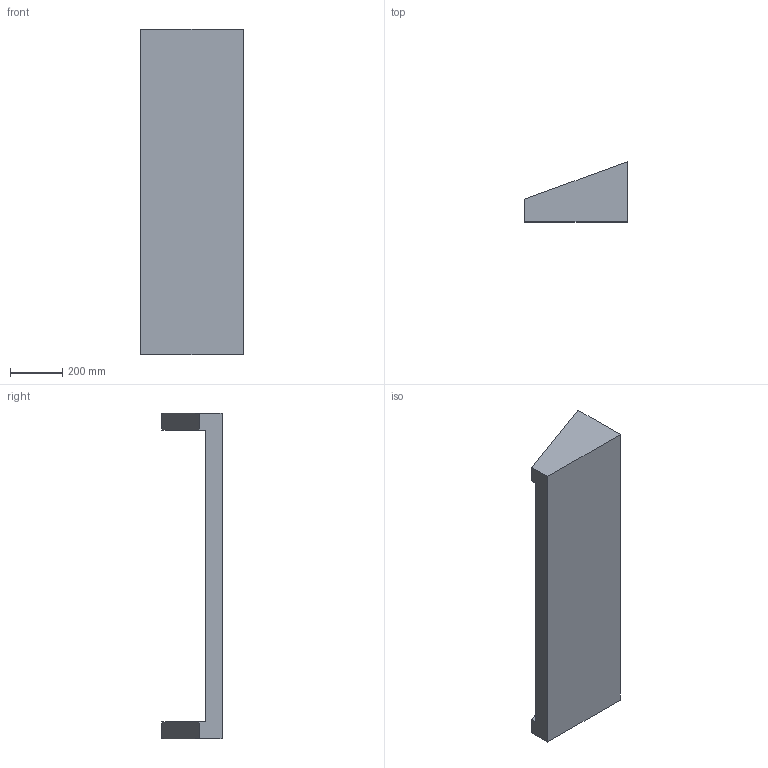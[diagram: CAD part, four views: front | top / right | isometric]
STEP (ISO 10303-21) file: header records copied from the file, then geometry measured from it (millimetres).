
FILE_DESCRIPTION (( 'STEP AP203' ), '1' );
FILE_NAME ('shelf_Default_sldprt.STEP', '2020-05-03T04:28:06', ( '' ), ( '' ), 'SwSTEP 2.0', 'SolidWorks 2018', '' );
FILE_SCHEMA (( 'CONFIG_CONTROL_DESIGN' ));
Length unit declared in the file: inch
Products named in the file (1): shelf_Default_sldprt
Bounding box: 393.7 x 229.91 x 1244.6 mm (x, y, z)
Volume: 35852910.8 mm3; surface area: 1364567.5 mm2
Topology: 1 solids, 1 shells, 10 faces, 24 edges, 16 vertices
Faces by surface type: plane 10
Entity records: 367 total; most frequent: CARTESIAN_POINT 51, ORIENTED_EDGE 48, DIRECTION 46, LINE 24, EDGE_CURVE 24, VECTOR 24, VERTEX_POINT 16, AXIS2_PLACEMENT_3D 11
